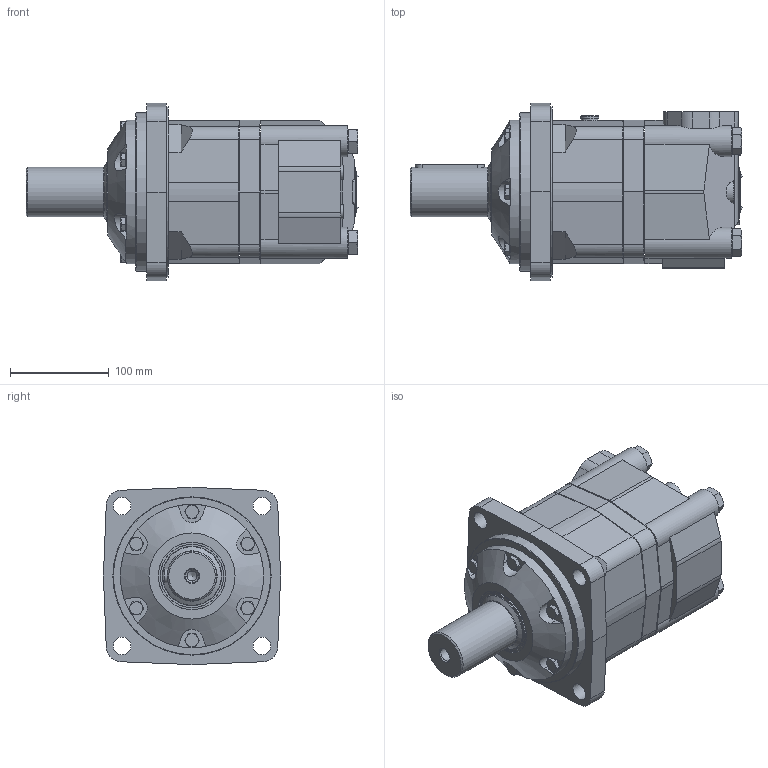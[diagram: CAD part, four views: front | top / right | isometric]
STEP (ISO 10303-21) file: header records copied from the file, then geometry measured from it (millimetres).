
FILE_DESCRIPTION( ( 'STEP AP214' ), '1' );
FILE_NAME( 'MV315C.stp', '2019-11-14T14:41:32', ( '' ), ( '' ), ' ', 'PARTsolutions', ' ' );
FILE_SCHEMA( ( 'AUTOMOTIVE_DESIGN { 1 0 10303 214 1 1 1 1 }' ) );
Length unit declared in the file: millimetre
Products named in the file (6): MV315C; _MVFL; _MV-CSH_; _MV315D; _MVP; HI_Hexagon bolt DIN 931-1 M16x1000
Assembly tree (8 placements, depth 2):
  MV315C
    _MVFL
    _MV-CSH_
    _MV315D
    _MVP
    HI_Hexagon bolt DIN 931-1 M16x1000  x4
Bounding box: 335.5 x 179 x 179 mm (x, y, z)
Volume: 4800567.8 mm3; surface area: 392973.2 mm2
Topology: 8 solids, 8 shells, 584 faces, 1384 edges, 874 vertices
Faces by surface type: plane 322, cylinder 150, cone 101, torus 7, sphere 4
Full cylindrical faces by diameter (mm): 7 x3, 10.106 x5, 13 x6, 13.835 x4, 14 x3, 14.8 x2, 15 x4, 16 x4, 16.2 x4, 16.3 x4, 16.8 x4, 17 x5, 18 x5, 18.4 x4, 30.291 x2, 50 x1, 60 x2, 120 x2, 125.5 x1, 145 x1, 160 x1, 172.48 x1
Entity records: 19732 total; most frequent: CARTESIAN_POINT 3673, DIRECTION 2460, ORIENTED_EDGE 2246, EDGE_CURVE 1123, AXIS2_PLACEMENT_3D 940, VERTEX_POINT 785, EDGE_LOOP 708, FACE_OUTER_BOUND 590
